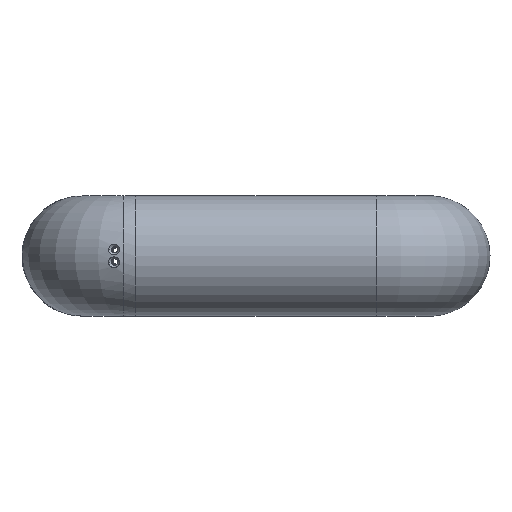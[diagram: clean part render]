
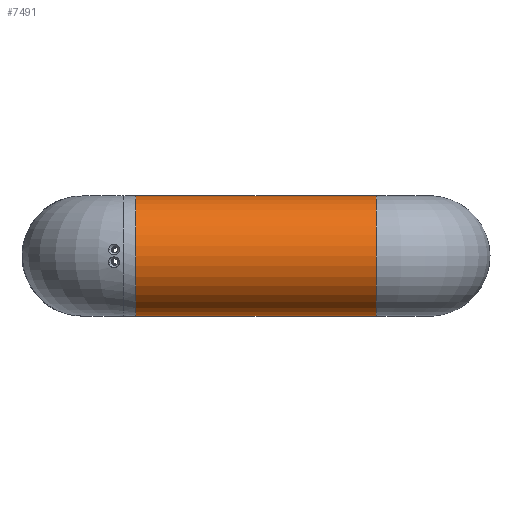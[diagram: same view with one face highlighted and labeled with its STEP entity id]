
A CAD part, front view. The second image highlights one B-rep face of the part: STEP entity #7491.
In plain terms, the highlighted cylindrical face has radius 19 mm (diameter 38 mm), a partial arc.
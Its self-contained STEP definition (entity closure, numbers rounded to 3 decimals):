
#122 = CARTESIAN_POINT ( 'NONE',  ( 40., 53., 19. ) ) ;
#415 = ORIENTED_EDGE ( 'NONE', *, *, #7642, .F. ) ;
#473 = CIRCLE ( 'NONE', #20462, 19. ) ;
#1449 = CARTESIAN_POINT ( 'NONE',  ( -36., 53., -19. ) ) ;
#1716 = ORIENTED_EDGE ( 'NONE', *, *, #11143, .T. ) ;
#1901 = EDGE_CURVE ( 'NONE', #15275, #4917, #22268, .T. ) ;
#3068 = ORIENTED_EDGE ( 'NONE', *, *, #21565, .T. ) ;
#3241 = FACE_OUTER_BOUND ( 'NONE', #18832, .T. ) ;
#3522 = CYLINDRICAL_SURFACE ( 'NONE', #20742, 19. ) ;
#3986 = VERTEX_POINT ( 'NONE', #4134 ) ;
#4052 = AXIS2_PLACEMENT_3D ( 'NONE', #18217, #18371, #16526 ) ;
#4134 = CARTESIAN_POINT ( 'NONE',  ( 40., 53., -19. ) ) ;
#4601 = DIRECTION ( 'NONE',  ( 0., 0., 1. ) ) ;
#4917 = VERTEX_POINT ( 'NONE', #14226 ) ;
#7491 = ADVANCED_FACE ( 'NONE', ( #3241 ), #3522, .T. ) ;
#7577 = DIRECTION ( 'NONE',  ( 0., 1., 0. ) ) ;
#7642 = EDGE_CURVE ( 'NONE', #3986, #15275, #9467, .T. ) ;
#7928 = CARTESIAN_POINT ( 'NONE',  ( 0., 53., 0. ) ) ;
#9284 = VECTOR ( 'NONE', #17630, 1000. ) ;
#9467 = LINE ( 'NONE', #13176, #12160 ) ;
#10526 = VERTEX_POINT ( 'NONE', #122 ) ;
#10824 = DIRECTION ( 'NONE',  ( -1., 0., 0. ) ) ;
#11143 = EDGE_CURVE ( 'NONE', #3986, #10526, #473, .T. ) ;
#12160 = VECTOR ( 'NONE', #14915, 1000. ) ;
#12462 = CARTESIAN_POINT ( 'NONE',  ( 40., 53., 0. ) ) ;
#13176 = CARTESIAN_POINT ( 'NONE',  ( 0., 53., -19. ) ) ;
#13245 = DIRECTION ( 'NONE',  ( -1., 0., 0. ) ) ;
#13855 = LINE ( 'NONE', #20960, #9284 ) ;
#14226 = CARTESIAN_POINT ( 'NONE',  ( -36., 53., 19. ) ) ;
#14915 = DIRECTION ( 'NONE',  ( -1., 0., 0. ) ) ;
#15275 = VERTEX_POINT ( 'NONE', #1449 ) ;
#16526 = DIRECTION ( 'NONE',  ( 0., 0., -1. ) ) ;
#17630 = DIRECTION ( 'NONE',  ( -1., 0., 0. ) ) ;
#18217 = CARTESIAN_POINT ( 'NONE',  ( -36., 53., 0. ) ) ;
#18371 = DIRECTION ( 'NONE',  ( -1., 0., 0. ) ) ;
#18832 = EDGE_LOOP ( 'NONE', ( #415, #1716, #3068, #22384 ) ) ;
#20462 = AXIS2_PLACEMENT_3D ( 'NONE', #12462, #10824, #7577 ) ;
#20742 = AXIS2_PLACEMENT_3D ( 'NONE', #7928, #13245, #4601 ) ;
#20960 = CARTESIAN_POINT ( 'NONE',  ( 0., 53., 19. ) ) ;
#21565 = EDGE_CURVE ( 'NONE', #10526, #4917, #13855, .T. ) ;
#22268 = CIRCLE ( 'NONE', #4052, 19. ) ;
#22384 = ORIENTED_EDGE ( 'NONE', *, *, #1901, .F. ) ;
